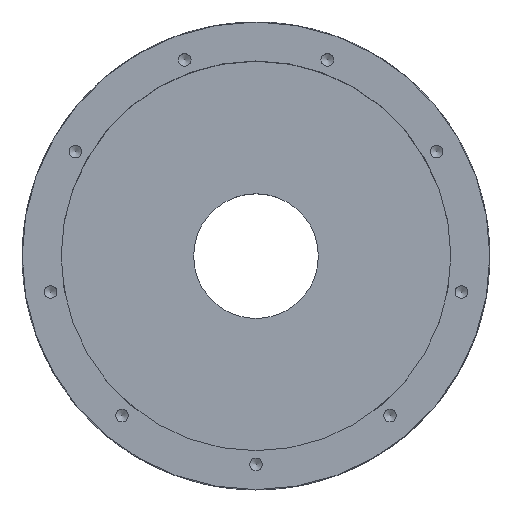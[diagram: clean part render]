
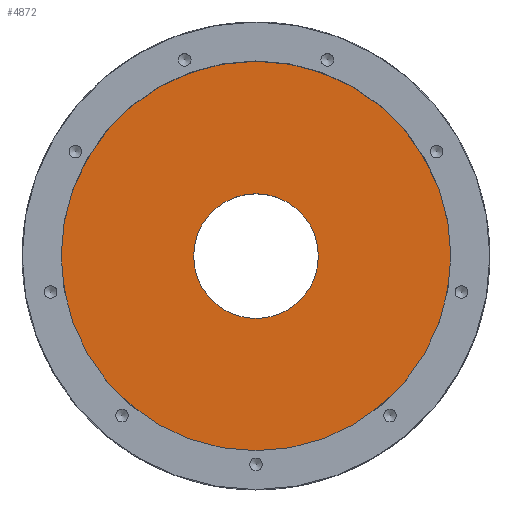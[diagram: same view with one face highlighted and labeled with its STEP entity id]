
A CAD part, top view. The second image highlights one B-rep face of the part: STEP entity #4872.
In plain terms, the highlighted planar face has unit normal (0, 0, 1).
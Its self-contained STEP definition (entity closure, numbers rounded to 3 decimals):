
#189=CARTESIAN_POINT('',(50.0,0.,8.0));
#190=VERTEX_POINT('',#189);
#191=CARTESIAN_POINT('',(0.0,0.0,8.0));
#192=DIRECTION('',(0.0,0.0,1.0));
#193=DIRECTION('',(-1.0,0.0,0.0));
#194=AXIS2_PLACEMENT_3D('',#191,#192,#193);
#195=CIRCLE('',#194,50.0);
#196=EDGE_CURVE('',#190,#190,#195,.T.);
#4838=CARTESIAN_POINT('',(16.0,0.,8.0));
#4839=VERTEX_POINT('',#4838);
#4840=CARTESIAN_POINT('',(0.0,0.0,8.0));
#4841=DIRECTION('',(0.0,0.0,-1.0));
#4842=DIRECTION('',(-1.0,0.0,0.0));
#4843=AXIS2_PLACEMENT_3D('',#4840,#4841,#4842);
#4844=CIRCLE('',#4843,16.0);
#4845=EDGE_CURVE('',#4839,#4839,#4844,.T.);
#4861=CARTESIAN_POINT('',(0.0,0.0,8.0));
#4862=DIRECTION('',(0.0,0.0,-1.0));
#4863=DIRECTION('',(-1.0,0.0,0.0));
#4864=AXIS2_PLACEMENT_3D('',#4861,#4862,#4863);
#4865=PLANE('',#4864);
#4866=ORIENTED_EDGE('',*,*,#196,.T.);
#4867=EDGE_LOOP('',(#4866));
#4868=FACE_OUTER_BOUND('',#4867,.T.);
#4869=ORIENTED_EDGE('',*,*,#4845,.T.);
#4870=EDGE_LOOP('',(#4869));
#4871=FACE_BOUND('',#4870,.T.);
#4872=ADVANCED_FACE('',(#4868,#4871),#4865,.F.);
